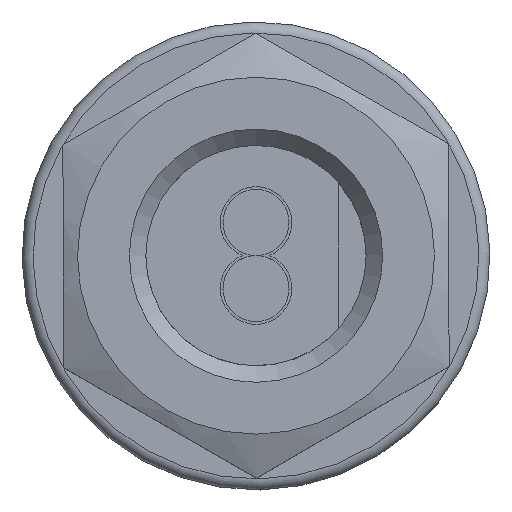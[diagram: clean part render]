
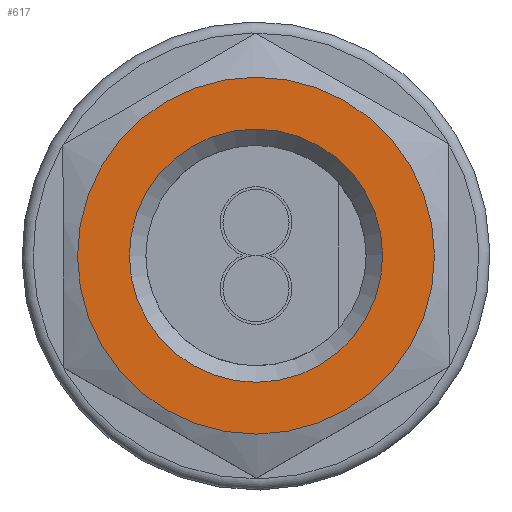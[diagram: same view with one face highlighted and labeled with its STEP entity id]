
A CAD part, top view. The second image highlights one B-rep face of the part: STEP entity #617.
In plain terms, the highlighted planar face has unit normal (0, 0, 1).
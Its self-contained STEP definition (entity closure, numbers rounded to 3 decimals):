
#64=FACE_BOUND($,#202,.T.);
#90=CIRCLE($,#681,2.3);
#92=CIRCLE($,#685,3.241);
#113=PLANE($,#684);
#148=FACE_OUTER_BOUND($,#201,.T.);
#201=EDGE_LOOP($,(#516));
#202=EDGE_LOOP($,(#517));
#320=VERTEX_POINT($,#1807);
#322=VERTEX_POINT($,#1813);
#391=EDGE_CURVE($,#320,#320,#90,.T.);
#393=EDGE_CURVE($,#322,#322,#92,.T.);
#516=ORIENTED_EDGE($,*,*,#393,.F.);
#517=ORIENTED_EDGE($,*,*,#391,.F.);
#617=ADVANCED_FACE($,(#148,#64),#113,.F.);
#681=AXIS2_PLACEMENT_3D($,#1808,#810,#811);
#684=AXIS2_PLACEMENT_3D($,#1812,#816,#817);
#685=AXIS2_PLACEMENT_3D($,#1814,#818,#819);
#810=DIRECTION('center_axis',(0.,0.,1.));
#811=DIRECTION('ref_axis',(-1.,0.,0.));
#816=DIRECTION('center_axis',(0.,0.,-1.));
#817=DIRECTION('ref_axis',(-1.,0.,0.));
#818=DIRECTION('center_axis',(0.,0.,-1.));
#819=DIRECTION('ref_axis',(-1.,0.,0.));
#1807=CARTESIAN_POINT('',(2.3,0.,2.4));
#1808=CARTESIAN_POINT('Origin',(0.,0.,2.4));
#1812=CARTESIAN_POINT('Origin',(0.,0.,2.4));
#1813=CARTESIAN_POINT('',(3.241,0.,2.4));
#1814=CARTESIAN_POINT('Origin',(0.,0.,2.4));
